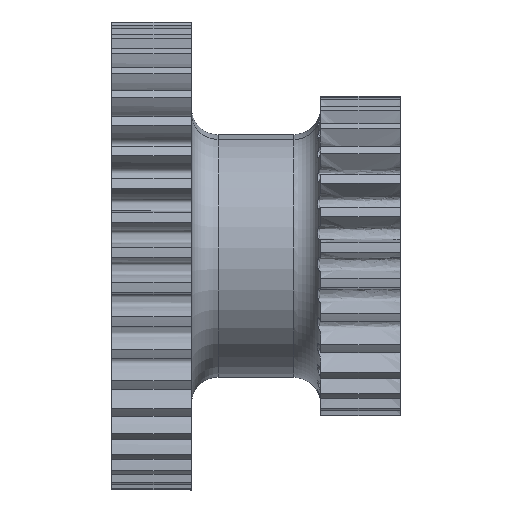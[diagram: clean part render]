
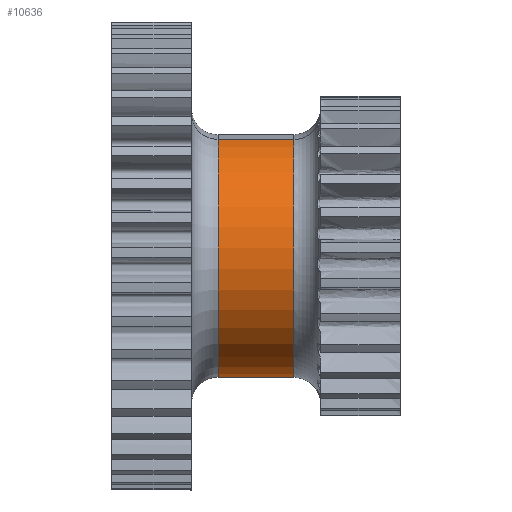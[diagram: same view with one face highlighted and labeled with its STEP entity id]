
A CAD part, left-side view. The second image highlights one B-rep face of the part: STEP entity #10636.
In plain terms, the highlighted cylindrical face has radius 14.5 mm (diameter 29 mm), a partial arc.
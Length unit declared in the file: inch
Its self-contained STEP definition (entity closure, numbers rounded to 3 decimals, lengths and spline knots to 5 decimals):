
#1037 = CARTESIAN_POINT ( 'NONE',  ( 0., 0.3125, 0.57087 ) ) ;
#5061 = CARTESIAN_POINT ( 'NONE',  ( 0., 0.7945, 0.57087 ) ) ;
#5074 = DIRECTION ( 'NONE',  ( 0., -1., 0. ) ) ;
#5439 = CIRCLE ( 'NONE', #11011, 0.57087 ) ;
#6901 = VECTOR ( 'NONE', #40374, 39.37008 ) ;
#7971 = VERTEX_POINT ( 'NONE', #1037 ) ;
#10399 = ORIENTED_EDGE ( 'NONE', *, *, #15566, .T. ) ;
#10636 = ADVANCED_FACE ( 'NONE', ( #34883 ), #38154, .T. ) ;
#11011 = AXIS2_PLACEMENT_3D ( 'NONE', #38943, #38300, #21796 ) ;
#15566 = EDGE_CURVE ( 'NONE', #39192, #7971, #41570, .T. ) ;
#15689 = EDGE_CURVE ( 'NONE', #21678, #7971, #32475, .T. ) ;
#18287 = VERTEX_POINT ( 'NONE', #38738 ) ;
#18714 = VECTOR ( 'NONE', #19006, 39.37008 ) ;
#19006 = DIRECTION ( 'NONE',  ( 0., -1., 0. ) ) ;
#20152 = CARTESIAN_POINT ( 'NONE',  ( 0., 0.6695, 0.57087 ) ) ;
#21345 = ORIENTED_EDGE ( 'NONE', *, *, #15689, .F. ) ;
#21678 = VERTEX_POINT ( 'NONE', #20152 ) ;
#21796 = DIRECTION ( 'NONE',  ( 0., 0., 1. ) ) ;
#23863 = LINE ( 'NONE', #33428, #6901 ) ;
#23924 = EDGE_CURVE ( 'NONE', #21678, #18287, #5439, .T. ) ;
#24631 = EDGE_LOOP ( 'NONE', ( #21345, #27818, #42568, #10399 ) ) ;
#24855 = CARTESIAN_POINT ( 'NONE',  ( 0., 0.3125, -0.57087 ) ) ;
#25317 = DIRECTION ( 'NONE',  ( 0., 0., -1. ) ) ;
#25912 = EDGE_CURVE ( 'NONE', #18287, #39192, #23863, .T. ) ;
#27818 = ORIENTED_EDGE ( 'NONE', *, *, #23924, .T. ) ;
#30533 = AXIS2_PLACEMENT_3D ( 'NONE', #41407, #37486, #37057 ) ;
#32475 = LINE ( 'NONE', #5061, #18714 ) ;
#33428 = CARTESIAN_POINT ( 'NONE',  ( 0., 0.7945, -0.57087 ) ) ;
#34883 = FACE_OUTER_BOUND ( 'NONE', #24631, .T. ) ;
#37057 = DIRECTION ( 'NONE',  ( 0., 0., -1. ) ) ;
#37486 = DIRECTION ( 'NONE',  ( 0., 1., 0. ) ) ;
#37708 = CARTESIAN_POINT ( 'NONE',  ( 0., 0.7945, 0. ) ) ;
#38154 = CYLINDRICAL_SURFACE ( 'NONE', #40812, 0.57087 ) ;
#38300 = DIRECTION ( 'NONE',  ( 0., -1., 0. ) ) ;
#38738 = CARTESIAN_POINT ( 'NONE',  ( 0., 0.6695, -0.57087 ) ) ;
#38943 = CARTESIAN_POINT ( 'NONE',  ( 0., 0.6695, 0. ) ) ;
#39192 = VERTEX_POINT ( 'NONE', #24855 ) ;
#40374 = DIRECTION ( 'NONE',  ( 0., -1., 0. ) ) ;
#40812 = AXIS2_PLACEMENT_3D ( 'NONE', #37708, #5074, #25317 ) ;
#41407 = CARTESIAN_POINT ( 'NONE',  ( 0., 0.3125, 0. ) ) ;
#41570 = CIRCLE ( 'NONE', #30533, 0.57087 ) ;
#42568 = ORIENTED_EDGE ( 'NONE', *, *, #25912, .T. ) ;
